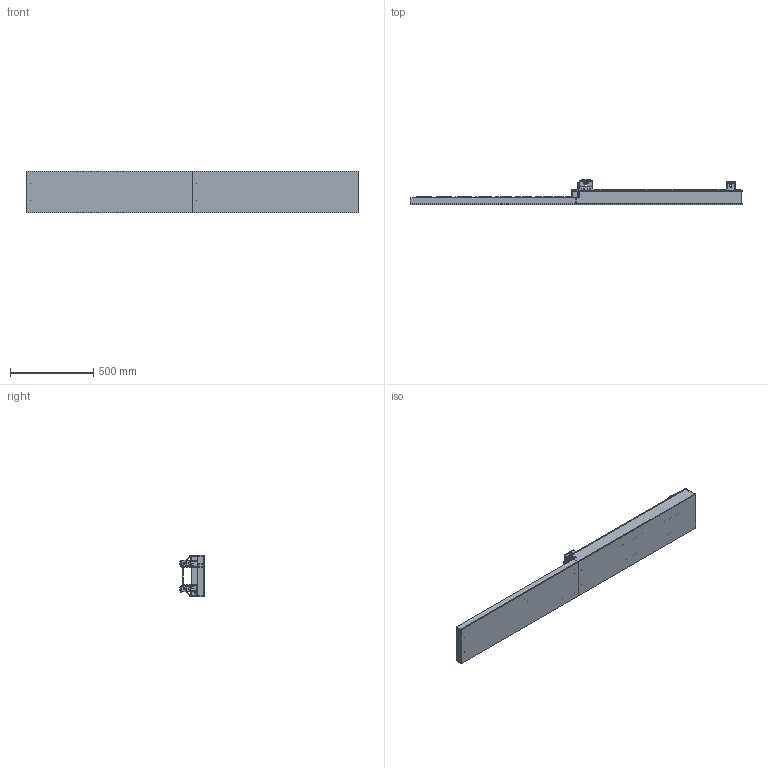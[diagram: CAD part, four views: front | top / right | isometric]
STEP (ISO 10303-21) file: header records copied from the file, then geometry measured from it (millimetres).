
FILE_DESCRIPTION(('STEP AP242'), '1');
FILE_NAME('ìàêåò øëþçà!!!!!', '', ('UNSPECIFIED'), ('UNSPECIFIED'), 'C3D Converter', 'C3D Toolkit', '');
FILE_SCHEMA(('AP242_MANAGED_MODEL_BASED_3D_ENGINEERING_MIM_LF { 1 0 10303 442 1 1 4 }'));
Length unit declared in the file: millimetre
Products named in the file (43): макет шлюза; основание; продольная жесткость; наружная стенка камеры; стенка верхнего бъефа камеры; наружная граница нижнего бьефа; нижняя граница нижнего бьеефа; втутренняя стенка камеры-1; втутренняя стенка камеры-2; торцовая правого насосного отделения-1; торцовая правого насосного отделения-2; торцовая левого насосного отделения-1; боковина нижней башни; берег круглый - верх; берег круглый - низ; торец нижней башни; берег некруглый - верх; причальная стенка нижнего бьефа; берег канала; мост; крышка; внутренняя стенка камеры ; пешеходный переход; колонна перехода-1; колонна перехода-2; ограждение между кнехтами; берег круглый - ограждение; усиление; ограждения у ворот; кнехт; накладка нижняя; накладка боковая; порог; кожух провода-1; кожух провода-2; крепление серво; МО нижнее; крыша МО нижнее; МО верхнее-1; МО верхнее-2
Assembly tree (127 placements, depth 3):
  макет шлюза
    основание  x2
    продольная жесткость  x2
    наружная стенка камеры  x2
    стенка верхнего бъефа камеры
    наружная граница нижнего бьефа  x2
    нижняя граница нижнего бьеефа
    втутренняя стенка камеры-1
    втутренняя стенка камеры-2
    торцовая правого насосного отделения-1
    торцовая правого насосного отделения-2  x2
    торцовая левого насосного отделения-1
    боковина нижней башни  x4
    берег круглый - верх
    берег круглый - низ  x5
    торец нижней башни  x2
    берег некруглый - верх
    причальная стенка нижнего бьефа  x2
    берег канала
    мост
    крышка  x2
    внутренняя стенка камеры   x2
    пешеходный переход
    колонна перехода-1  x2
    колонна перехода-2  x2
    ограждение между кнехтами  x24
    берег круглый - ограждение
    усиление  x14
    ограждения у ворот  x2
    кнехт  x26
    накладка нижняя
    накладка боковая  x2
    порог
    кожух провода-1
    кожух провода-2
    крепление серво  x2
    (unnamed)
      МО нижнее
      крыша МО нижнее
    (unnamed)
      МО нижнее
      крыша МО нижнее
    (unnamed)  x2
      МО верхнее-1
      МО верхнее-2
Bounding box: 2000 x 150.95 x 250 mm (x, y, z)
Volume: 8650282.1 mm3; surface area: 3269513.7 mm2
Topology: 129 solids, 129 shells, 2078 faces, 5330 edges, 3544 vertices
Faces by surface type: plane 1861, cylinder 217
Full cylindrical faces by diameter (mm): 1 x26, 1.2 x16, 2 x6, 2.2 x26, 3 x52, 7 x2
Entity records: 44507 total; most frequent: CARTESIAN_POINT 5765, ORIENTED_EDGE 5526, DIRECTION 5173, EDGE_CURVE 2763, LINE 2637, VECTOR 2637, VERTEX_POINT 1860, AXIS2_PLACEMENT_3D 1268
